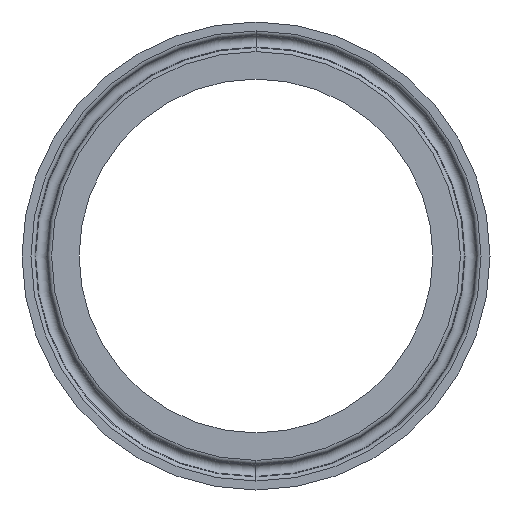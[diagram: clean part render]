
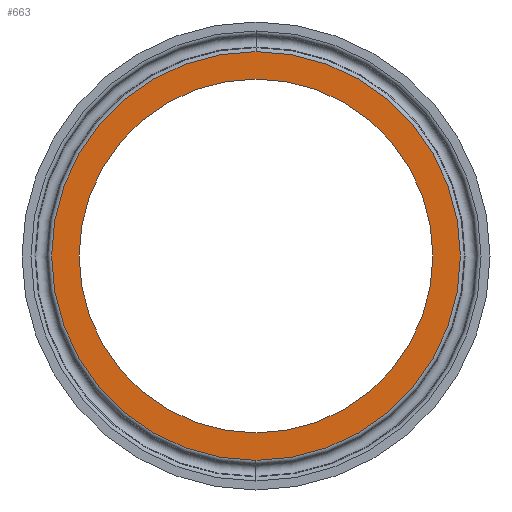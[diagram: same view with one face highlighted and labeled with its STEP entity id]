
A CAD part, left-side view. The second image highlights one B-rep face of the part: STEP entity #663.
In plain terms, the highlighted planar face has unit normal (-1, 0, 0).
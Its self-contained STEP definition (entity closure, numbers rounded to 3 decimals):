
#4 = AXIS2_PLACEMENT_3D ( 'NONE', #273, #534, #220 ) ;
#15 = PLANE ( 'NONE',  #445 ) ;
#23 = ORIENTED_EDGE ( 'NONE', *, *, #140, .T. ) ;
#32 = CARTESIAN_POINT ( 'NONE',  ( 0., 0., 0. ) ) ;
#62 = CIRCLE ( 'NONE', #4, 34.405 ) ;
#69 = VERTEX_POINT ( 'NONE', #233 ) ;
#94 = ORIENTED_EDGE ( 'NONE', *, *, #441, .F. ) ;
#130 = AXIS2_PLACEMENT_3D ( 'NONE', #702, #540, #547 ) ;
#134 = ORIENTED_EDGE ( 'NONE', *, *, #150, .F. ) ;
#135 = CARTESIAN_POINT ( 'NONE',  ( 0., 0., -39.747 ) ) ;
#140 = EDGE_CURVE ( 'NONE', #619, #230, #436, .T. ) ;
#147 = DIRECTION ( 'NONE',  ( -1., 0., 0. ) ) ;
#150 = EDGE_CURVE ( 'NONE', #69, #597, #179, .T. ) ;
#179 = CIRCLE ( 'NONE', #259, 34.405 ) ;
#198 = DIRECTION ( 'NONE',  ( 1., 0., 0. ) ) ;
#213 = ORIENTED_EDGE ( 'NONE', *, *, #495, .T. ) ;
#220 = DIRECTION ( 'NONE',  ( 0., 0., 1. ) ) ;
#221 = CARTESIAN_POINT ( 'NONE',  ( 0., 0., 39.747 ) ) ;
#230 = VERTEX_POINT ( 'NONE', #221 ) ;
#233 = CARTESIAN_POINT ( 'NONE',  ( 0., 0., 34.405 ) ) ;
#234 = DIRECTION ( 'NONE',  ( 0., 0., -1. ) ) ;
#239 = AXIS2_PLACEMENT_3D ( 'NONE', #32, #625, #474 ) ;
#255 = DIRECTION ( 'NONE',  ( 0., 0., 1. ) ) ;
#259 = AXIS2_PLACEMENT_3D ( 'NONE', #509, #147, #255 ) ;
#273 = CARTESIAN_POINT ( 'NONE',  ( 0., 0., 0. ) ) ;
#300 = CIRCLE ( 'NONE', #130, 39.747 ) ;
#347 = CARTESIAN_POINT ( 'NONE',  ( 0., 39.747, 0. ) ) ;
#436 = CIRCLE ( 'NONE', #239, 39.747 ) ;
#441 = EDGE_CURVE ( 'NONE', #597, #69, #62, .T. ) ;
#445 = AXIS2_PLACEMENT_3D ( 'NONE', #347, #198, #234 ) ;
#474 = DIRECTION ( 'NONE',  ( 0., 0., 1. ) ) ;
#495 = EDGE_CURVE ( 'NONE', #230, #619, #300, .T. ) ;
#499 = FACE_BOUND ( 'NONE', #681, .T. ) ;
#502 = EDGE_LOOP ( 'NONE', ( #213, #23 ) ) ;
#509 = CARTESIAN_POINT ( 'NONE',  ( 0., 0., 0. ) ) ;
#534 = DIRECTION ( 'NONE',  ( -1., 0., 0. ) ) ;
#540 = DIRECTION ( 'NONE',  ( -1., 0., 0. ) ) ;
#547 = DIRECTION ( 'NONE',  ( 0., 0., 1. ) ) ;
#554 = CARTESIAN_POINT ( 'NONE',  ( 0., 0., -34.405 ) ) ;
#597 = VERTEX_POINT ( 'NONE', #554 ) ;
#619 = VERTEX_POINT ( 'NONE', #135 ) ;
#625 = DIRECTION ( 'NONE',  ( -1., 0., 0. ) ) ;
#663 = ADVANCED_FACE ( 'NONE', ( #499, #665 ), #15, .F. ) ;
#665 = FACE_OUTER_BOUND ( 'NONE', #502, .T. ) ;
#681 = EDGE_LOOP ( 'NONE', ( #134, #94 ) ) ;
#702 = CARTESIAN_POINT ( 'NONE',  ( 0., 0., 0. ) ) ;
